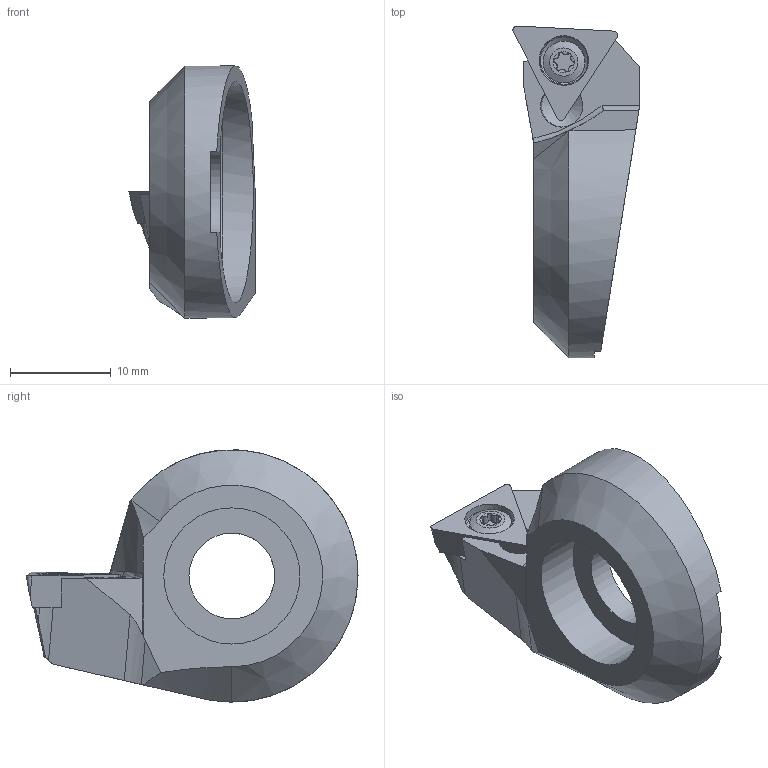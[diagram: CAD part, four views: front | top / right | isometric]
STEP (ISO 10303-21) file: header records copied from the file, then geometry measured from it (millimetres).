
FILE_DESCRIPTION(/* description */ ('STEP AP203'),/* implementation_level */ '2;1');
FILE_NAME(/* name */ 'ASS''Y-FBH51-67-dxf 및 stp 파일\FBH51-1.stp',/* time_stamp */ '2022-07-04T15:20:34+09:00',/* author */ ('KKK'),/* organization */ (''),/* preprocessor_version */ 'ST-DEVELOPER v18.1',/* originating_system */ 'Autodesk Inventor 2022',/* authorisation */ '');
FILE_SCHEMA (('AUTOMOTIVE_DESIGN { 1 0 10303 214 3 1 1 }'));
Length unit declared in the file: millimetre
Products named in the file (4): F42.WTI.001.009; F42-WTI.001.009_A_fertigbearbeitet; WCA-ER2.001.007_A; TPGH110304
Assembly tree (3 placements, depth 2):
  F42.WTI.001.009
    F42-WTI.001.009_A_fertigbearbeitet
    WCA-ER2.001.007_A
    TPGH110304
Bounding box: 12.5 x 32.9 x 24.99 mm (x, y, z)
Volume: 3080.8 mm3; surface area: 2403.2 mm2
Topology: 3 solids, 3 shells, 78 faces, 209 edges, 134 vertices
Faces by surface type: plane 33, cylinder 27, cone 11, torus 5, bspline 1, sphere 1
Full cylindrical faces by diameter (mm): 2.5 x1, 3 x1, 3.3 x1, 4.15 x1, 4.2 x1, 4.9 x1, 8.5 x1, 13.5 x1
Entity records: 2791 total; most frequent: CARTESIAN_POINT 693, DIRECTION 422, ORIENTED_EDGE 410, EDGE_CURVE 205, AXIS2_PLACEMENT_3D 158, VERTEX_POINT 134, LINE 106, VECTOR 106
